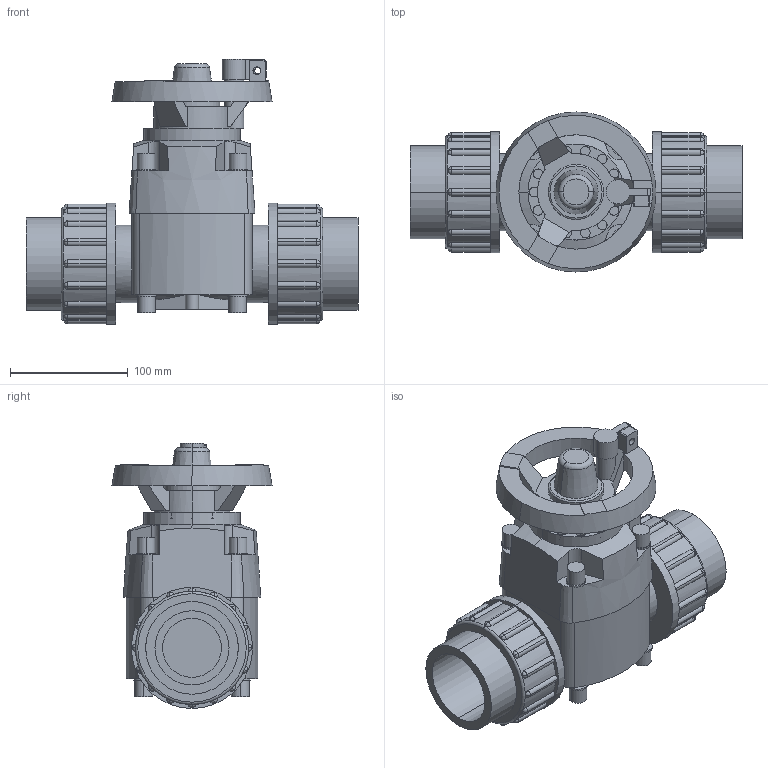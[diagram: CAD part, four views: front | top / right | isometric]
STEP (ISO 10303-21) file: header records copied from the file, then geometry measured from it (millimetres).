
FILE_DESCRIPTION(('STEP AP214'),'1');
FILE_NAME('cctmp_262794E6-2A6E-40C3-8D6E-887273937A1C_2021_10_26_11_16_00_0947..stp','2021-10-26T09:16:01',('Praher Valves GmbH'),('CADClick - www.CADClick.com'),'Spatial InterOp 3D',' ','unknown authorization');
FILE_SCHEMA(('AUTOMOTIVE_DESIGN'));
Length unit declared in the file: millimetre
Products named in the file (1): 125079
Bounding box: 282 x 136 x 225.14 mm (x, y, z)
Volume: 2351448.6 mm3; surface area: 250595.8 mm2
Topology: 1 solids, 4 shells, 458 faces, 1181 edges, 754 vertices
Faces by surface type: cylinder 216, plane 158, sphere 64, cone 12, torus 8
Entity records: 19260 total; most frequent: CARTESIAN_POINT 4022, DIRECTION 2646, ORIENTED_EDGE 2362, EDGE_CURVE 1181, AXIS2_PLACEMENT_3D 1106, VERTEX_POINT 754, CIRCLE 629, EDGE_LOOP 491
